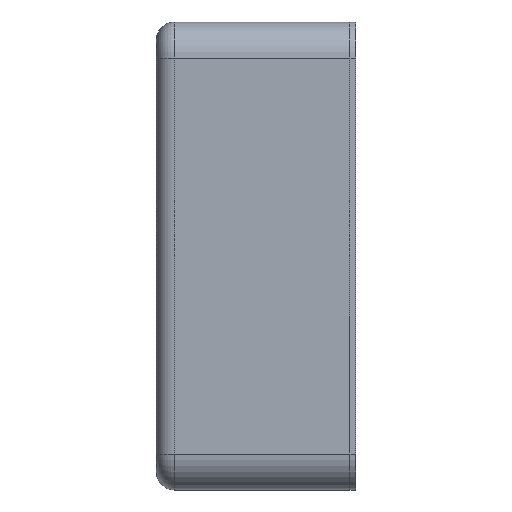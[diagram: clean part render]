
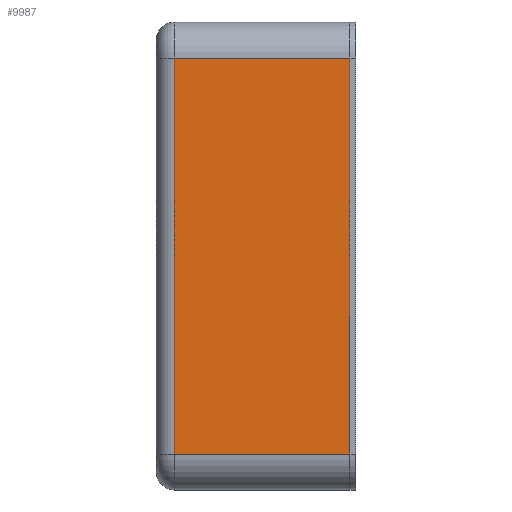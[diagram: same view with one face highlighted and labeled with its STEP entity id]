
A CAD part, left-side view. The second image highlights one B-rep face of the part: STEP entity #9987.
In plain terms, the highlighted planar face has unit normal (-1, 0, 0).
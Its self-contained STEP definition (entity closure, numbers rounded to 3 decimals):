
#90 = DIRECTION ( 'NONE',  ( 0., 0., -1. ) ) ;
#570 = EDGE_CURVE ( 'NONE', #1687, #5467, #757, .T. ) ;
#757 = LINE ( 'NONE', #8463, #16607 ) ;
#793 = ORIENTED_EDGE ( 'NONE', *, *, #19952, .T. ) ;
#1126 = ORIENTED_EDGE ( 'NONE', *, *, #570, .T. ) ;
#1352 = LINE ( 'NONE', #3143, #19251 ) ;
#1687 = VERTEX_POINT ( 'NONE', #15043 ) ;
#1883 = CARTESIAN_POINT ( 'NONE',  ( 0., 43., 0. ) ) ;
#1991 = VECTOR ( 'NONE', #4238, 1000. ) ;
#3143 = CARTESIAN_POINT ( 'NONE',  ( 0., 43., 96. ) ) ;
#3477 = CARTESIAN_POINT ( 'NONE',  ( 0., 0., 8. ) ) ;
#3658 = PLANE ( 'NONE',  #4483 ) ;
#4238 = DIRECTION ( 'NONE',  ( 0., 0., -1. ) ) ;
#4483 = AXIS2_PLACEMENT_3D ( 'NONE', #1883, #4949, #90 ) ;
#4554 = DIRECTION ( 'NONE',  ( 0., 0., 1. ) ) ;
#4949 = DIRECTION ( 'NONE',  ( 1., 0., 0. ) ) ;
#5467 = VERTEX_POINT ( 'NONE', #3477 ) ;
#6428 = VERTEX_POINT ( 'NONE', #17888 ) ;
#7040 = DIRECTION ( 'NONE',  ( 0., 1., 0. ) ) ;
#7527 = EDGE_LOOP ( 'NONE', ( #793, #15348, #1126, #12908 ) ) ;
#8463 = CARTESIAN_POINT ( 'NONE',  ( 0., 43., 8. ) ) ;
#9987 = ADVANCED_FACE ( 'NONE', ( #12897 ), #3658, .F. ) ;
#10903 = LINE ( 'NONE', #20549, #11407 ) ;
#11407 = VECTOR ( 'NONE', #4554, 1000. ) ;
#11445 = CARTESIAN_POINT ( 'NONE',  ( 0., 0., 96. ) ) ;
#12897 = FACE_OUTER_BOUND ( 'NONE', #7527, .T. ) ;
#12908 = ORIENTED_EDGE ( 'NONE', *, *, #17942, .T. ) ;
#13234 = DIRECTION ( 'NONE',  ( 0., -1., 0. ) ) ;
#14091 = CARTESIAN_POINT ( 'NONE',  ( 0., 39., 8. ) ) ;
#15043 = CARTESIAN_POINT ( 'NONE',  ( 0., 39., 8. ) ) ;
#15348 = ORIENTED_EDGE ( 'NONE', *, *, #19318, .T. ) ;
#16607 = VECTOR ( 'NONE', #13234, 1000. ) ;
#17351 = LINE ( 'NONE', #14091, #1991 ) ;
#17888 = CARTESIAN_POINT ( 'NONE',  ( 0., 39., 96. ) ) ;
#17942 = EDGE_CURVE ( 'NONE', #5467, #19012, #10903, .T. ) ;
#19012 = VERTEX_POINT ( 'NONE', #11445 ) ;
#19251 = VECTOR ( 'NONE', #7040, 1000. ) ;
#19318 = EDGE_CURVE ( 'NONE', #6428, #1687, #17351, .T. ) ;
#19952 = EDGE_CURVE ( 'NONE', #19012, #6428, #1352, .T. ) ;
#20549 = CARTESIAN_POINT ( 'NONE',  ( 0., 0., 0. ) ) ;
